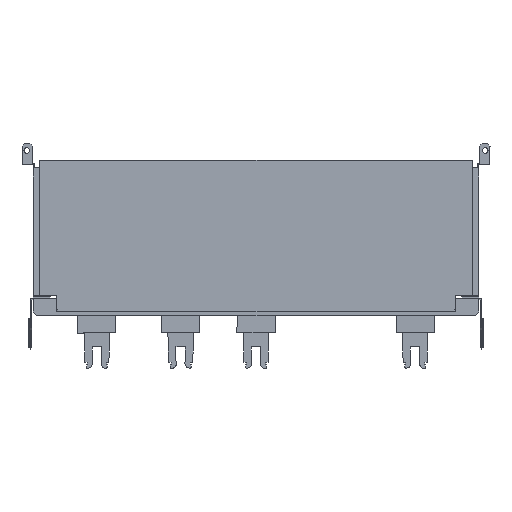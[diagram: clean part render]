
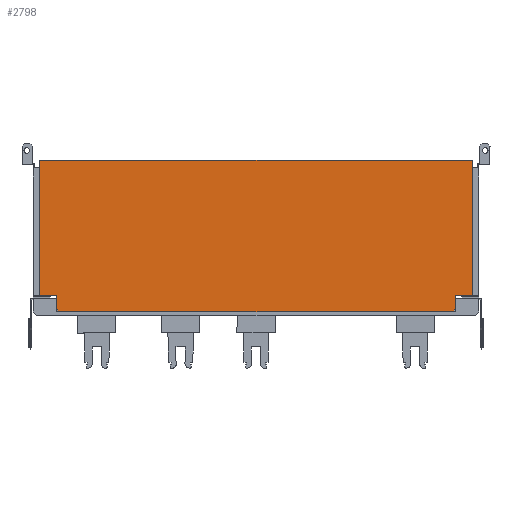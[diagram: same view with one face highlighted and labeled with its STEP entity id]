
A CAD part, front view. The second image highlights one B-rep face of the part: STEP entity #2798.
In plain terms, the highlighted planar face has unit normal (0, -1, 0).
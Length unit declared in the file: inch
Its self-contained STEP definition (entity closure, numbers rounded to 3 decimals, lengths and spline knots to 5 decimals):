
#1962=DIRECTION('',(1.,0.,0.));
#1963=VECTOR('',#1962,18.14961);
#1964=CARTESIAN_POINT('',(-10.54595,5.41917,11.47692));
#1965=LINE('',#1964,#1963);
#2077=DIRECTION('',(1.,0.,0.));
#2078=VECTOR('',#2077,19.80315);
#2079=CARTESIAN_POINT('',(-11.37273,5.41917,18.40606));
#2080=LINE('',#2079,#2078);
#2081=DIRECTION('',(0.,0.,-1.));
#2082=VECTOR('',#2081,6.20079);
#2083=CARTESIAN_POINT('',(8.43042,5.41917,18.40606));
#2084=LINE('',#2083,#2082);
#2085=DIRECTION('',(-1.,0.,0.));
#2086=VECTOR('',#2085,0.74803);
#2087=CARTESIAN_POINT('',(8.43042,5.41917,12.20527));
#2088=LINE('',#2087,#2086);
#2089=CARTESIAN_POINT('',(7.68239,5.41917,12.1659));
#2090=DIRECTION('',(0.,-1.,0.));
#2091=DIRECTION('',(0.,0.,1.));
#2092=AXIS2_PLACEMENT_3D('',#2089,#2090,#2091);
#2094=DIRECTION('',(0.,0.,-1.));
#2095=VECTOR('',#2094,0.68898);
#2096=CARTESIAN_POINT('',(7.64302,5.41917,12.1659));
#2097=LINE('',#2096,#2095);
#2098=DIRECTION('',(-1.,0.,0.));
#2099=VECTOR('',#2098,0.01969);
#2100=CARTESIAN_POINT('',(7.64302,5.41917,11.47692));
#2101=LINE('',#2100,#2099);
#2102=DIRECTION('',(0.,0.,1.));
#2103=VECTOR('',#2102,0.08858);
#2104=CARTESIAN_POINT('',(7.62334,5.41917,11.47692));
#2105=LINE('',#2104,#2103);
#2106=DIRECTION('',(-1.,0.,0.));
#2107=VECTOR('',#2106,0.01969);
#2108=CARTESIAN_POINT('',(7.62334,5.41917,11.5655));
#2109=LINE('',#2108,#2107);
#2110=DIRECTION('',(-1.,0.,0.));
#2111=VECTOR('',#2110,0.01969);
#2112=CARTESIAN_POINT('',(-10.54595,5.41917,11.5655));
#2113=LINE('',#2112,#2111);
#2114=DIRECTION('',(0.,0.,-1.));
#2115=VECTOR('',#2114,0.08858);
#2116=CARTESIAN_POINT('',(-10.56564,5.41917,11.5655));
#2117=LINE('',#2116,#2115);
#2118=DIRECTION('',(-1.,0.,0.));
#2119=VECTOR('',#2118,0.01969);
#2120=CARTESIAN_POINT('',(-10.56564,5.41917,11.47692));
#2121=LINE('',#2120,#2119);
#2122=DIRECTION('',(0.,0.,1.));
#2123=VECTOR('',#2122,0.68898);
#2124=CARTESIAN_POINT('',(-10.58532,5.41917,11.47692));
#2125=LINE('',#2124,#2123);
#2126=CARTESIAN_POINT('',(-10.62469,5.41917,12.1659));
#2127=DIRECTION('',(0.,-1.,0.));
#2128=DIRECTION('',(1.,0.,0.));
#2129=AXIS2_PLACEMENT_3D('',#2126,#2127,#2128);
#2131=DIRECTION('',(-1.,0.,0.));
#2132=VECTOR('',#2131,0.74803);
#2133=CARTESIAN_POINT('',(-10.62469,5.41917,12.20527));
#2134=LINE('',#2133,#2132);
#2135=DIRECTION('',(0.,0.,1.));
#2136=VECTOR('',#2135,6.20079);
#2137=CARTESIAN_POINT('',(-11.37273,5.41917,12.20527));
#2138=LINE('',#2137,#2136);
#2263=DIRECTION('',(0.,0.,1.));
#2264=VECTOR('',#2263,0.08858);
#2265=CARTESIAN_POINT('',(7.60365,5.41917,11.47692));
#2266=LINE('',#2265,#2264);
#2272=DIRECTION('',(0.,0.,-1.));
#2273=VECTOR('',#2272,0.08858);
#2274=CARTESIAN_POINT('',(-10.54595,5.41917,11.5655));
#2275=LINE('',#2274,#2273);
#2478=CARTESIAN_POINT('',(-10.56564,5.41917,11.47692));
#2480=VERTEX_POINT('',#2478);
#2481=CARTESIAN_POINT('',(-10.54595,5.41917,11.47692));
#2482=VERTEX_POINT('',#2481);
#2483=CARTESIAN_POINT('',(7.60365,5.41917,11.47692));
#2484=VERTEX_POINT('',#2483);
#2487=CARTESIAN_POINT('',(7.62334,5.41917,11.47692));
#2488=VERTEX_POINT('',#2487);
#2489=CARTESIAN_POINT('',(7.64302,5.41917,11.47692));
#2490=VERTEX_POINT('',#2489);
#2493=CARTESIAN_POINT('',(-10.58532,5.41917,11.47692));
#2495=VERTEX_POINT('',#2493);
#2499=CARTESIAN_POINT('',(-10.56564,5.41917,11.5655));
#2500=VERTEX_POINT('',#2499);
#2501=CARTESIAN_POINT('',(-10.54595,5.41917,11.5655));
#2502=VERTEX_POINT('',#2501);
#2503=CARTESIAN_POINT('',(-11.37273,5.41917,18.40606));
#2504=CARTESIAN_POINT('',(8.43042,5.41917,18.40606));
#2505=VERTEX_POINT('',#2503);
#2506=VERTEX_POINT('',#2504);
#2507=CARTESIAN_POINT('',(8.43042,5.41917,12.20527));
#2508=VERTEX_POINT('',#2507);
#2509=CARTESIAN_POINT('',(7.68239,5.41917,12.20527));
#2510=VERTEX_POINT('',#2509);
#2511=CARTESIAN_POINT('',(7.64302,5.41917,12.1659));
#2512=VERTEX_POINT('',#2511);
#2513=CARTESIAN_POINT('',(7.62334,5.41917,11.5655));
#2514=VERTEX_POINT('',#2513);
#2515=CARTESIAN_POINT('',(7.60365,5.41917,11.5655));
#2516=VERTEX_POINT('',#2515);
#2517=CARTESIAN_POINT('',(-10.58532,5.41917,12.1659));
#2518=VERTEX_POINT('',#2517);
#2519=CARTESIAN_POINT('',(-10.62469,5.41917,12.20527));
#2520=VERTEX_POINT('',#2519);
#2521=CARTESIAN_POINT('',(-11.37273,5.41917,12.20527));
#2522=VERTEX_POINT('',#2521);
#2759=CARTESIAN_POINT('',(-11.87174,5.41917,11.29976));
#2760=DIRECTION('',(0.,-1.,0.));
#2761=DIRECTION('',(1.,0.,0.));
#2762=AXIS2_PLACEMENT_3D('',#2759,#2760,#2761);
#2763=PLANE('',#2762);
#2765=ORIENTED_EDGE('',*,*,#2764,.T.);
#2767=ORIENTED_EDGE('',*,*,#2766,.T.);
#2769=ORIENTED_EDGE('',*,*,#2768,.T.);
#2771=ORIENTED_EDGE('',*,*,#2770,.T.);
#2772=ORIENTED_EDGE('',*,*,#2744,.T.);
#2773=ORIENTED_EDGE('',*,*,#2658,.T.);
#2775=ORIENTED_EDGE('',*,*,#2774,.T.);
#2777=ORIENTED_EDGE('',*,*,#2776,.T.);
#2779=ORIENTED_EDGE('',*,*,#2778,.F.);
#2780=ORIENTED_EDGE('',*,*,#2652,.F.);
#2782=ORIENTED_EDGE('',*,*,#2781,.F.);
#2784=ORIENTED_EDGE('',*,*,#2783,.T.);
#2786=ORIENTED_EDGE('',*,*,#2785,.T.);
#2787=ORIENTED_EDGE('',*,*,#2646,.T.);
#2789=ORIENTED_EDGE('',*,*,#2788,.T.);
#2791=ORIENTED_EDGE('',*,*,#2790,.T.);
#2793=ORIENTED_EDGE('',*,*,#2792,.T.);
#2795=ORIENTED_EDGE('',*,*,#2794,.T.);
#2796=EDGE_LOOP('',(#2765,#2767,#2769,#2771,#2772,#2773,#2775,#2777,#2779,#2780,
#2782,#2784,#2786,#2787,#2789,#2791,#2793,#2795));
#2797=FACE_OUTER_BOUND('',#2796,.F.);
#2093=CIRCLE('',#2092,0.03937);
#2130=CIRCLE('',#2129,0.03937);
#2646=EDGE_CURVE('',#2480,#2495,#2121,.T.);
#2652=EDGE_CURVE('',#2482,#2484,#1965,.T.);
#2658=EDGE_CURVE('',#2490,#2488,#2101,.T.);
#2744=EDGE_CURVE('',#2512,#2490,#2097,.T.);
#2764=EDGE_CURVE('',#2505,#2506,#2080,.T.);
#2766=EDGE_CURVE('',#2506,#2508,#2084,.T.);
#2768=EDGE_CURVE('',#2508,#2510,#2088,.T.);
#2770=EDGE_CURVE('',#2510,#2512,#2093,.T.);
#2774=EDGE_CURVE('',#2488,#2514,#2105,.T.);
#2776=EDGE_CURVE('',#2514,#2516,#2109,.T.);
#2778=EDGE_CURVE('',#2484,#2516,#2266,.T.);
#2781=EDGE_CURVE('',#2502,#2482,#2275,.T.);
#2783=EDGE_CURVE('',#2502,#2500,#2113,.T.);
#2785=EDGE_CURVE('',#2500,#2480,#2117,.T.);
#2788=EDGE_CURVE('',#2495,#2518,#2125,.T.);
#2790=EDGE_CURVE('',#2518,#2520,#2130,.T.);
#2792=EDGE_CURVE('',#2520,#2522,#2134,.T.);
#2794=EDGE_CURVE('',#2522,#2505,#2138,.T.);
#2798=ADVANCED_FACE('',(#2797),#2763,.T.);
